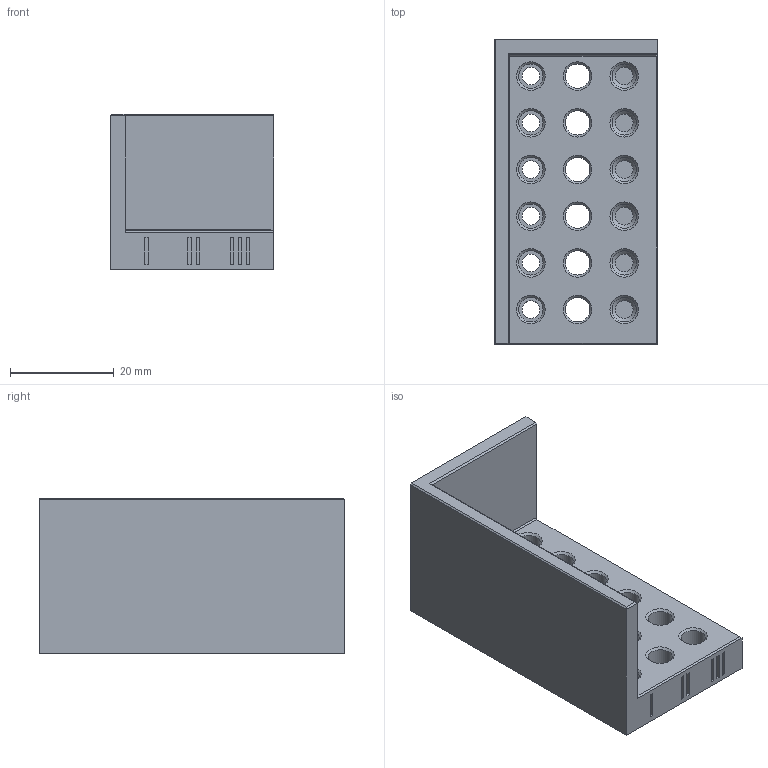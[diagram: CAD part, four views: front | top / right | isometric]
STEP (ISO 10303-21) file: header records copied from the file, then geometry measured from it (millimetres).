
FILE_DESCRIPTION(/* description */ (''),/* implementation_level */ '2;1');
FILE_NAME(/* name */ 'HeatedInsert Practice.step',/* time_stamp */ '2023-06-20T19:30:23+02:00',/* author */ (''),/* organization */ (''),/* preprocessor_version */ 'ST-DEVELOPER v19.2',/* originating_system */ 'Autodesk Translation Framework v12.6.0.85',/* authorisation */ '');
FILE_SCHEMA (('AUTOMOTIVE_DESIGN { 1 0 10303 214 3 1 1 }'));
Length unit declared in the file: millimetre
Products named in the file (1): HeatedInsert Practice
Bounding box: 31.6 x 58.9 x 30 mm (x, y, z)
Volume: 17660.8 mm3; surface area: 10749.6 mm2
Topology: 1 solids, 1 shells, 222 faces, 548 edges, 356 vertices
Faces by surface type: plane 118, bspline 56, cone 24, cylinder 24
Full cylindrical faces by diameter (mm): 3.4 x6, 4.7 x18
Entity records: 7108 total; most frequent: CARTESIAN_POINT 2079, ORIENTED_EDGE 1096, DIRECTION 842, EDGE_CURVE 548, LINE 364, VECTOR 364, VERTEX_POINT 356, EDGE_LOOP 274
